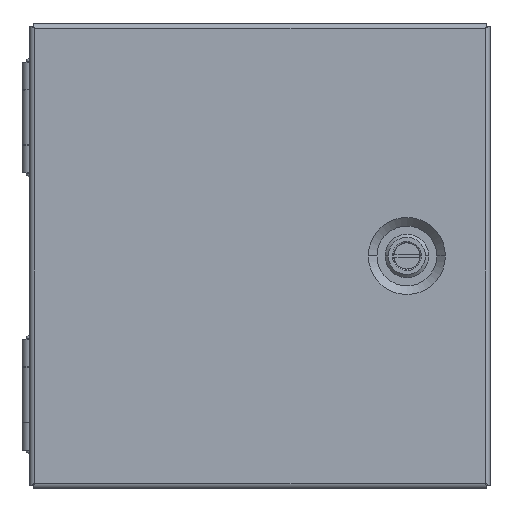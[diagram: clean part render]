
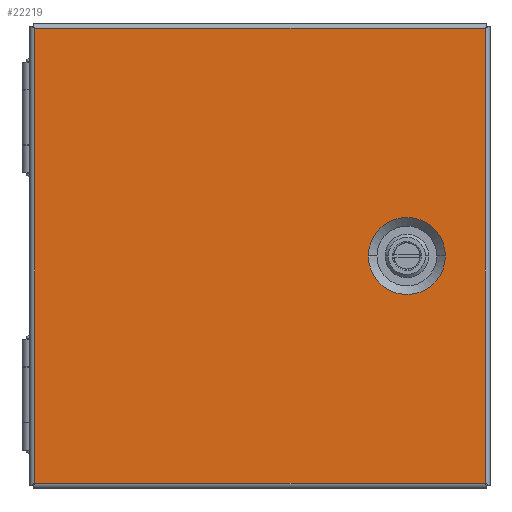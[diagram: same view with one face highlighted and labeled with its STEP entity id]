
A CAD part, top view. The second image highlights one B-rep face of the part: STEP entity #22219.
In plain terms, the highlighted planar face has unit normal (0, 0, 1).
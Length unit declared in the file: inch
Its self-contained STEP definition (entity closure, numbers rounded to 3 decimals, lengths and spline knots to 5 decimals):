
#438 = CARTESIAN_POINT ( 'NONE',  ( -4.0855, -4.104, 6.118 ) ) ;
#581 = EDGE_CURVE ( 'NONE', #10122, #12405, #16314, .T. ) ;
#605 = DIRECTION ( 'NONE',  ( 1., 0., 0. ) ) ;
#670 = DIRECTION ( 'NONE',  ( 1., 0., 0. ) ) ;
#952 = CARTESIAN_POINT ( 'NONE',  ( 4.0425, -4.104, 6.118 ) ) ;
#1551 = VERTEX_POINT ( 'NONE', #14519 ) ;
#1575 = CIRCLE ( 'NONE', #6096, 0.69489 ) ;
#1677 = CARTESIAN_POINT ( 'NONE',  ( 4.0425, -4.104, 6.118 ) ) ;
#1915 = ORIENTED_EDGE ( 'NONE', *, *, #8438, .T. ) ;
#2105 = AXIS2_PLACEMENT_3D ( 'NONE', #952, #8416, #12134 ) ;
#2434 = VECTOR ( 'NONE', #8275, 39.37008 ) ;
#3153 = VECTOR ( 'NONE', #8231, 39.37008 ) ;
#4822 = LINE ( 'NONE', #20667, #10372 ) ;
#5821 = CARTESIAN_POINT ( 'NONE',  ( 4.0425, 4.104, 6.118 ) ) ;
#6096 = AXIS2_PLACEMENT_3D ( 'NONE', #10985, #23830, #605 ) ;
#7424 = CARTESIAN_POINT ( 'NONE',  ( -4.0855, 4.104, 6.118 ) ) ;
#7836 = CARTESIAN_POINT ( 'NONE',  ( 2.6285, 0., 6.118 ) ) ;
#8061 = CARTESIAN_POINT ( 'NONE',  ( 4.0425, 4.104, 6.118 ) ) ;
#8231 = DIRECTION ( 'NONE',  ( -1., 0., 0. ) ) ;
#8275 = DIRECTION ( 'NONE',  ( 0., 1., 0. ) ) ;
#8355 = VERTEX_POINT ( 'NONE', #15285 ) ;
#8416 = DIRECTION ( 'NONE',  ( 0., 0., 1. ) ) ;
#8438 = EDGE_CURVE ( 'NONE', #17367, #1551, #10541, .T. ) ;
#9560 = CIRCLE ( 'NONE', #15444, 0.69489 ) ;
#10122 = VERTEX_POINT ( 'NONE', #1677 ) ;
#10372 = VECTOR ( 'NONE', #670, 39.37008 ) ;
#10541 = LINE ( 'NONE', #438, #13978 ) ;
#10985 = CARTESIAN_POINT ( 'NONE',  ( 2.6285, 0., 6.118 ) ) ;
#11420 = ORIENTED_EDGE ( 'NONE', *, *, #581, .T. ) ;
#12134 = DIRECTION ( 'NONE',  ( 1., 0., 0. ) ) ;
#12405 = VERTEX_POINT ( 'NONE', #5821 ) ;
#12436 = LINE ( 'NONE', #8061, #3153 ) ;
#13218 = DIRECTION ( 'NONE',  ( 0., -1., 0. ) ) ;
#13742 = EDGE_CURVE ( 'NONE', #12405, #17367, #12436, .T. ) ;
#13978 = VECTOR ( 'NONE', #13218, 39.37008 ) ;
#14065 = PLANE ( 'NONE',  #2105 ) ;
#14519 = CARTESIAN_POINT ( 'NONE',  ( -4.0855, -4.104, 6.118 ) ) ;
#15051 = FACE_BOUND ( 'NONE', #19648, .T. ) ;
#15197 = EDGE_LOOP ( 'NONE', ( #22790, #1915, #17630, #11420 ) ) ;
#15285 = CARTESIAN_POINT ( 'NONE',  ( 1.93361, 0., 6.118 ) ) ;
#15444 = AXIS2_PLACEMENT_3D ( 'NONE', #7836, #22180, #18856 ) ;
#16314 = LINE ( 'NONE', #17689, #2434 ) ;
#16845 = EDGE_CURVE ( 'NONE', #8355, #17820, #1575, .T. ) ;
#17367 = VERTEX_POINT ( 'NONE', #7424 ) ;
#17630 = ORIENTED_EDGE ( 'NONE', *, *, #23162, .T. ) ;
#17689 = CARTESIAN_POINT ( 'NONE',  ( 4.0425, -4.104, 6.118 ) ) ;
#17820 = VERTEX_POINT ( 'NONE', #19575 ) ;
#18472 = EDGE_CURVE ( 'NONE', #17820, #8355, #9560, .T. ) ;
#18856 = DIRECTION ( 'NONE',  ( 1., 0., 0. ) ) ;
#19055 = FACE_OUTER_BOUND ( 'NONE', #15197, .T. ) ;
#19575 = CARTESIAN_POINT ( 'NONE',  ( 3.32339, 0., 6.118 ) ) ;
#19648 = EDGE_LOOP ( 'NONE', ( #21116, #20172 ) ) ;
#20172 = ORIENTED_EDGE ( 'NONE', *, *, #16845, .T. ) ;
#20667 = CARTESIAN_POINT ( 'NONE',  ( 4.0425, -4.104, 6.118 ) ) ;
#21116 = ORIENTED_EDGE ( 'NONE', *, *, #18472, .T. ) ;
#22180 = DIRECTION ( 'NONE',  ( 0., 0., -1. ) ) ;
#22219 = ADVANCED_FACE ( 'NONE', ( #15051, #19055 ), #14065, .T. ) ;
#22790 = ORIENTED_EDGE ( 'NONE', *, *, #13742, .T. ) ;
#23162 = EDGE_CURVE ( 'NONE', #1551, #10122, #4822, .T. ) ;
#23830 = DIRECTION ( 'NONE',  ( 0., 0., -1. ) ) ;
